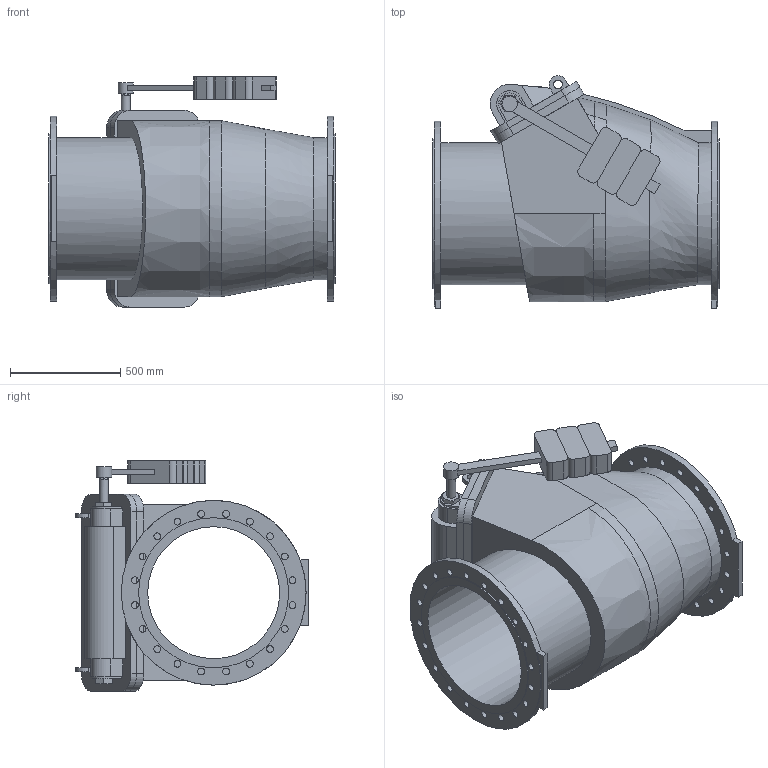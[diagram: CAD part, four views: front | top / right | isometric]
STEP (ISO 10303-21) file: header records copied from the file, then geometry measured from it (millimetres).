
FILE_DESCRIPTION (( 'STEP AP203' ), '1' );
FILE_NAME ('O_41_36_DN600_X0XXX_AA0.step', '2018-04-13T05:38:56', ( 'Windows User' ), ( 'AVK' ), 'SwSTEP 2.0', 'SolidWorks 2012', '' );
FILE_SCHEMA (( 'CONFIG_CONTROL_DESIGN' ));
Length unit declared in the file: inch
Products named in the file (1): O_41_36_DN600_X0XXX_AA0
Bounding box: 1300 x 1056.96 x 1046 mm (x, y, z)
Volume: 310152718.6 mm3; surface area: 8027618.4 mm2
Topology: 1 solids, 1 shells, 260 faces, 713 edges, 473 vertices
Faces by surface type: plane 155, cylinder 81, bspline 12, cone 12
Full cylindrical faces by diameter (mm): 31 x40, 40 x3, 70 x1, 600 x1, 646 x1, 682 x2, 840 x2
Entity records: 26365 total; most frequent: CARTESIAN_POINT 19910, ORIENTED_EDGE 1278, DIRECTION 1222, EDGE_CURVE 639, VERTEX_POINT 449, AXIS2_PLACEMENT_3D 420, EDGE_LOOP 416, LINE 382
